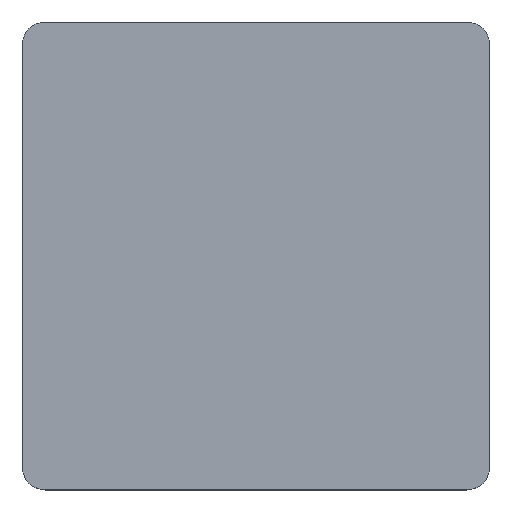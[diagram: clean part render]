
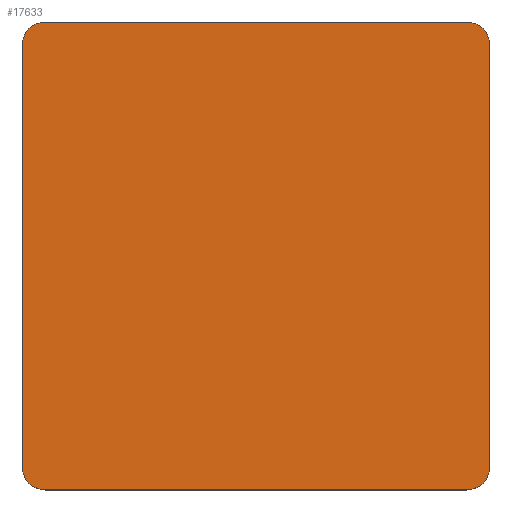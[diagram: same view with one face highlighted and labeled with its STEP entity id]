
A CAD part, top view. The second image highlights one B-rep face of the part: STEP entity #17633.
In plain terms, the highlighted planar face has unit normal (0, 0, 1).
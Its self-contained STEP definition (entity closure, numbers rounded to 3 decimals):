
#142 = CARTESIAN_POINT ( 'NONE',  ( 0., 0., 0. ) ) ;
#158 = EDGE_CURVE ( 'NONE', #12496, #10750, #9417, .T. ) ;
#188 = DIRECTION ( 'NONE',  ( 0., 0., 1. ) ) ;
#211 = VECTOR ( 'NONE', #2345, 1000. ) ;
#297 = ORIENTED_EDGE ( 'NONE', *, *, #9005, .T. ) ;
#549 = DIRECTION ( 'NONE',  ( 1., 0., 0. ) ) ;
#650 = AXIS2_PLACEMENT_3D ( 'NONE', #142, #1497, #2922 ) ;
#1080 = VERTEX_POINT ( 'NONE', #9757 ) ;
#1497 = DIRECTION ( 'NONE',  ( 0., 0., 1. ) ) ;
#2345 = DIRECTION ( 'NONE',  ( 0., -1., 0. ) ) ;
#2348 = CARTESIAN_POINT ( 'NONE',  ( 20., 18., 0. ) ) ;
#2604 = ORIENTED_EDGE ( 'NONE', *, *, #3884, .T. ) ;
#2922 = DIRECTION ( 'NONE',  ( 1., 0., 0. ) ) ;
#3153 = VERTEX_POINT ( 'NONE', #4393 ) ;
#3432 = DIRECTION ( 'NONE',  ( 1., 0., 0. ) ) ;
#3679 = CARTESIAN_POINT ( 'NONE',  ( -18., 18., 0. ) ) ;
#3884 = EDGE_CURVE ( 'NONE', #10950, #3153, #14801, .T. ) ;
#4386 = CARTESIAN_POINT ( 'NONE',  ( 18., 18., 0. ) ) ;
#4393 = CARTESIAN_POINT ( 'NONE',  ( -20., -18., 0. ) ) ;
#4455 = DIRECTION ( 'NONE',  ( 0., 0., 1. ) ) ;
#4529 = CIRCLE ( 'NONE', #16976, 2. ) ;
#4784 = CARTESIAN_POINT ( 'NONE',  ( -20., 18., 0. ) ) ;
#5070 = ORIENTED_EDGE ( 'NONE', *, *, #10175, .T. ) ;
#5112 = CARTESIAN_POINT ( 'NONE',  ( -20., 20., 0. ) ) ;
#5560 = FACE_OUTER_BOUND ( 'NONE', #15493, .T. ) ;
#5859 = EDGE_CURVE ( 'NONE', #7706, #12496, #14774, .T. ) ;
#6229 = DIRECTION ( 'NONE',  ( 0., 0., 1. ) ) ;
#6840 = VERTEX_POINT ( 'NONE', #17834 ) ;
#6871 = CARTESIAN_POINT ( 'NONE',  ( -20., -20., 0. ) ) ;
#7074 = LINE ( 'NONE', #15679, #11435 ) ;
#7502 = ORIENTED_EDGE ( 'NONE', *, *, #7751, .T. ) ;
#7706 = VERTEX_POINT ( 'NONE', #11383 ) ;
#7751 = EDGE_CURVE ( 'NONE', #10750, #12506, #7074, .T. ) ;
#7858 = EDGE_CURVE ( 'NONE', #3153, #7706, #10584, .T. ) ;
#7904 = ORIENTED_EDGE ( 'NONE', *, *, #5859, .T. ) ;
#8440 = DIRECTION ( 'NONE',  ( -1., 0., 0. ) ) ;
#8507 = CARTESIAN_POINT ( 'NONE',  ( -18., -18., 0. ) ) ;
#9005 = EDGE_CURVE ( 'NONE', #6840, #1080, #11197, .T. ) ;
#9219 = CIRCLE ( 'NONE', #10271, 2. ) ;
#9310 = CARTESIAN_POINT ( 'NONE',  ( 18., -20., 0. ) ) ;
#9417 = CIRCLE ( 'NONE', #15639, 2. ) ;
#9435 = ORIENTED_EDGE ( 'NONE', *, *, #158, .T. ) ;
#9757 = CARTESIAN_POINT ( 'NONE',  ( -18., 20., 0. ) ) ;
#9962 = DIRECTION ( 'NONE',  ( 0., 1., 0. ) ) ;
#10175 = EDGE_CURVE ( 'NONE', #1080, #10950, #9219, .T. ) ;
#10271 = AXIS2_PLACEMENT_3D ( 'NONE', #3679, #14569, #3432 ) ;
#10584 = CIRCLE ( 'NONE', #15989, 2. ) ;
#10750 = VERTEX_POINT ( 'NONE', #11202 ) ;
#10799 = DIRECTION ( 'NONE',  ( 1., 0., 0. ) ) ;
#10950 = VERTEX_POINT ( 'NONE', #4784 ) ;
#11197 = LINE ( 'NONE', #15591, #11441 ) ;
#11202 = CARTESIAN_POINT ( 'NONE',  ( 20., -18., 0. ) ) ;
#11226 = ORIENTED_EDGE ( 'NONE', *, *, #7858, .T. ) ;
#11383 = CARTESIAN_POINT ( 'NONE',  ( -18., -20., 0. ) ) ;
#11435 = VECTOR ( 'NONE', #9962, 1000. ) ;
#11441 = VECTOR ( 'NONE', #8440, 1000. ) ;
#12496 = VERTEX_POINT ( 'NONE', #9310 ) ;
#12506 = VERTEX_POINT ( 'NONE', #2348 ) ;
#14122 = DIRECTION ( 'NONE',  ( 1., 0., 0. ) ) ;
#14369 = ORIENTED_EDGE ( 'NONE', *, *, #14986, .T. ) ;
#14510 = CARTESIAN_POINT ( 'NONE',  ( 18., -18., 0. ) ) ;
#14569 = DIRECTION ( 'NONE',  ( 0., 0., 1. ) ) ;
#14774 = LINE ( 'NONE', #6871, #17605 ) ;
#14801 = LINE ( 'NONE', #5112, #211 ) ;
#14986 = EDGE_CURVE ( 'NONE', #12506, #6840, #4529, .T. ) ;
#15413 = PLANE ( 'NONE',  #650 ) ;
#15493 = EDGE_LOOP ( 'NONE', ( #297, #5070, #2604, #11226, #7904, #9435, #7502, #14369 ) ) ;
#15591 = CARTESIAN_POINT ( 'NONE',  ( -20., 20., 0. ) ) ;
#15639 = AXIS2_PLACEMENT_3D ( 'NONE', #14510, #6229, #17318 ) ;
#15679 = CARTESIAN_POINT ( 'NONE',  ( 20., 20., 0. ) ) ;
#15989 = AXIS2_PLACEMENT_3D ( 'NONE', #8507, #188, #549 ) ;
#16976 = AXIS2_PLACEMENT_3D ( 'NONE', #4386, #4455, #14122 ) ;
#17318 = DIRECTION ( 'NONE',  ( 1., 0., 0. ) ) ;
#17605 = VECTOR ( 'NONE', #10799, 1000. ) ;
#17633 = ADVANCED_FACE ( 'NONE', ( #5560 ), #15413, .T. ) ;
#17834 = CARTESIAN_POINT ( 'NONE',  ( 18., 20., 0. ) ) ;
